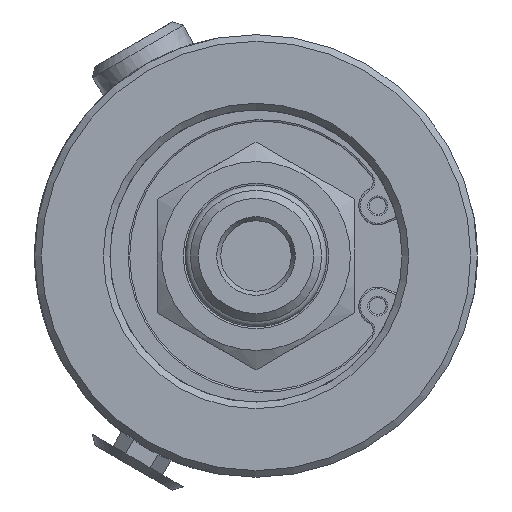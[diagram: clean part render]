
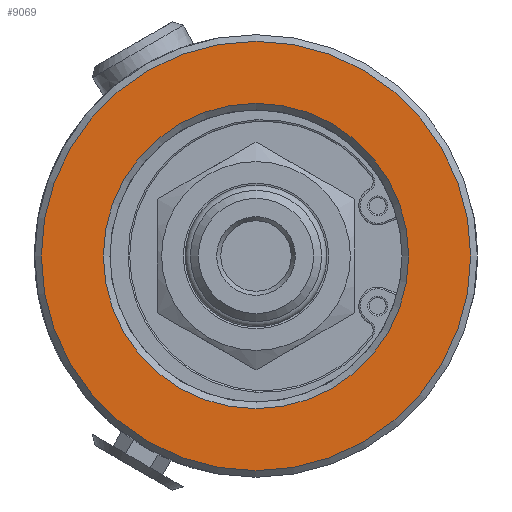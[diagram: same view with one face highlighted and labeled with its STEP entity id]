
A CAD part, left-side view. The second image highlights one B-rep face of the part: STEP entity #9069.
In plain terms, the highlighted planar face has unit normal (-1, 0, 0).
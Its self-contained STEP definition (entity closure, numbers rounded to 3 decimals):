
#1741=FACE_BOUND('',#2697,.T.);
#1853=PLANE('',#9881);
#2119=FACE_OUTER_BOUND('',#2696,.T.);
#2696=EDGE_LOOP('',(#6683,#6684));
#2697=EDGE_LOOP('',(#6685,#6686));
#3372=CIRCLE('',#9879,25.925);
#3373=CIRCLE('',#9880,25.925);
#3374=CIRCLE('',#9882,18.435);
#3375=CIRCLE('',#9883,18.435);
#3909=VERTEX_POINT('',#13605);
#3910=VERTEX_POINT('',#13607);
#3911=VERTEX_POINT('',#13611);
#3912=VERTEX_POINT('',#13612);
#4947=EDGE_CURVE('',#3909,#3910,#3372,.T.);
#4948=EDGE_CURVE('',#3910,#3909,#3373,.T.);
#4949=EDGE_CURVE('',#3911,#3912,#3374,.T.);
#4950=EDGE_CURVE('',#3912,#3911,#3375,.T.);
#6683=ORIENTED_EDGE('',*,*,#4948,.F.);
#6684=ORIENTED_EDGE('',*,*,#4947,.F.);
#6685=ORIENTED_EDGE('',*,*,#4949,.T.);
#6686=ORIENTED_EDGE('',*,*,#4950,.T.);
#9069=ADVANCED_FACE('',(#2119,#1741),#1853,.T.);
#9879=AXIS2_PLACEMENT_3D('',#13608,#11270,#11271);
#9880=AXIS2_PLACEMENT_3D('',#13609,#11272,#11273);
#9881=AXIS2_PLACEMENT_3D('',#13610,#11274,#11275);
#9882=AXIS2_PLACEMENT_3D('',#13613,#11276,#11277);
#9883=AXIS2_PLACEMENT_3D('',#13614,#11278,#11279);
#11270=DIRECTION('center_axis',(1.,0.,0.));
#11271=DIRECTION('ref_axis',(0.,1.,0.));
#11272=DIRECTION('center_axis',(1.,0.,0.));
#11273=DIRECTION('ref_axis',(0.,1.,0.));
#11274=DIRECTION('center_axis',(-1.,0.,0.));
#11275=DIRECTION('ref_axis',(0.,0.,1.));
#11276=DIRECTION('center_axis',(1.,0.,0.));
#11277=DIRECTION('ref_axis',(0.,1.,0.));
#11278=DIRECTION('center_axis',(1.,0.,0.));
#11279=DIRECTION('ref_axis',(0.,1.,0.));
#13605=CARTESIAN_POINT('',(0.,-25.925,0.));
#13607=CARTESIAN_POINT('',(0.,25.925,0.));
#13608=CARTESIAN_POINT('Origin',(0.,0.,0.));
#13609=CARTESIAN_POINT('Origin',(0.,0.,0.));
#13610=CARTESIAN_POINT('Origin',(0.,12.963,0.));
#13611=CARTESIAN_POINT('',(0.,18.435,0.));
#13612=CARTESIAN_POINT('',(0.,-18.435,0.));
#13613=CARTESIAN_POINT('Origin',(0.,0.,0.));
#13614=CARTESIAN_POINT('Origin',(0.,0.,0.));
